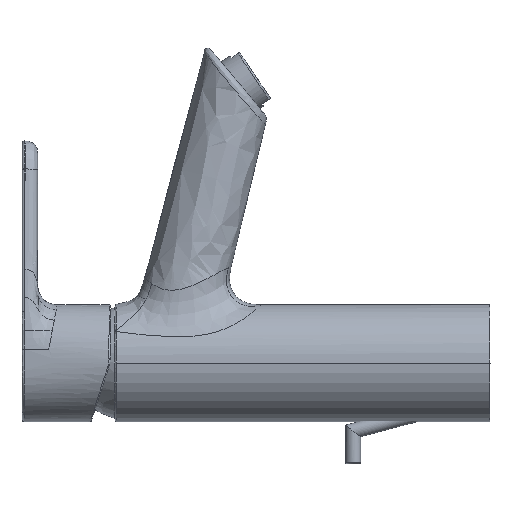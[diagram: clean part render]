
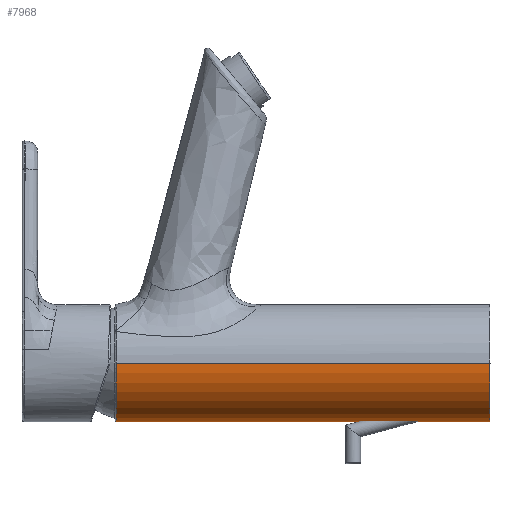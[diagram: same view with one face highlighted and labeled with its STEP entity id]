
A CAD part, left-side view. The second image highlights one B-rep face of the part: STEP entity #7968.
In plain terms, the highlighted cylindrical face has radius 23.25 mm (diameter 46.5 mm), a partial arc.
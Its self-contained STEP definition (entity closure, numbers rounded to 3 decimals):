
#114 = DIRECTION ( 'NONE',  ( 1., 0., 0. ) ) ;
#167 = VERTEX_POINT ( 'NONE', #5362 ) ;
#802 = ORIENTED_EDGE ( 'NONE', *, *, #9705, .T. ) ;
#806 = CARTESIAN_POINT ( 'NONE',  ( -23.25, 143.5, 0. ) ) ;
#891 = LINE ( 'NONE', #11673, #12966 ) ;
#976 = DIRECTION ( 'NONE',  ( 1., 0., 0. ) ) ;
#977 = VERTEX_POINT ( 'NONE', #1589 ) ;
#1589 = CARTESIAN_POINT ( 'NONE',  ( 23.25, -5., 0. ) ) ;
#2603 = AXIS2_PLACEMENT_3D ( 'NONE', #6990, #3974, #13136 ) ;
#3914 = VECTOR ( 'NONE', #5216, 1000. ) ;
#3974 = DIRECTION ( 'NONE',  ( 0., 1., 0. ) ) ;
#4149 = EDGE_CURVE ( 'NONE', #977, #5843, #12006, .T. ) ;
#4319 = EDGE_CURVE ( 'NONE', #6850, #5843, #5969, .T. ) ;
#5135 = CARTESIAN_POINT ( 'NONE',  ( 0., 143.5, 0. ) ) ;
#5216 = DIRECTION ( 'NONE',  ( 0., 1., 0. ) ) ;
#5362 = CARTESIAN_POINT ( 'NONE',  ( -23.25, -5., 0. ) ) ;
#5843 = VERTEX_POINT ( 'NONE', #10593 ) ;
#5952 = CIRCLE ( 'NONE', #2603, 23.25 ) ;
#5969 = CIRCLE ( 'NONE', #12432, 23.25 ) ;
#6472 = ORIENTED_EDGE ( 'NONE', *, *, #10028, .T. ) ;
#6485 = EDGE_LOOP ( 'NONE', ( #6472, #802, #11904, #10206 ) ) ;
#6850 = VERTEX_POINT ( 'NONE', #806 ) ;
#6990 = CARTESIAN_POINT ( 'NONE',  ( 0., -5., 0. ) ) ;
#7161 = CARTESIAN_POINT ( 'NONE',  ( 0., 72., 0. ) ) ;
#7164 = DIRECTION ( 'NONE',  ( 0., -1., 0. ) ) ;
#7492 = DIRECTION ( 'NONE',  ( 0., 1., 0. ) ) ;
#7968 = ADVANCED_FACE ( 'NONE', ( #9948 ), #12658, .T. ) ;
#8954 = AXIS2_PLACEMENT_3D ( 'NONE', #7161, #10228, #976 ) ;
#9705 = EDGE_CURVE ( 'NONE', #167, #6850, #891, .T. ) ;
#9948 = FACE_OUTER_BOUND ( 'NONE', #6485, .T. ) ;
#10028 = EDGE_CURVE ( 'NONE', #977, #167, #5952, .T. ) ;
#10206 = ORIENTED_EDGE ( 'NONE', *, *, #4149, .F. ) ;
#10228 = DIRECTION ( 'NONE',  ( 0., 1., 0. ) ) ;
#10230 = CARTESIAN_POINT ( 'NONE',  ( 23.25, 72., 0. ) ) ;
#10593 = CARTESIAN_POINT ( 'NONE',  ( 23.25, 143.5, 0. ) ) ;
#11673 = CARTESIAN_POINT ( 'NONE',  ( -23.25, 72., 0. ) ) ;
#11904 = ORIENTED_EDGE ( 'NONE', *, *, #4319, .T. ) ;
#12006 = LINE ( 'NONE', #10230, #3914 ) ;
#12432 = AXIS2_PLACEMENT_3D ( 'NONE', #5135, #7164, #114 ) ;
#12658 = CYLINDRICAL_SURFACE ( 'NONE', #8954, 23.25 ) ;
#12966 = VECTOR ( 'NONE', #7492, 1000. ) ;
#13136 = DIRECTION ( 'NONE',  ( 1., 0., 0. ) ) ;
